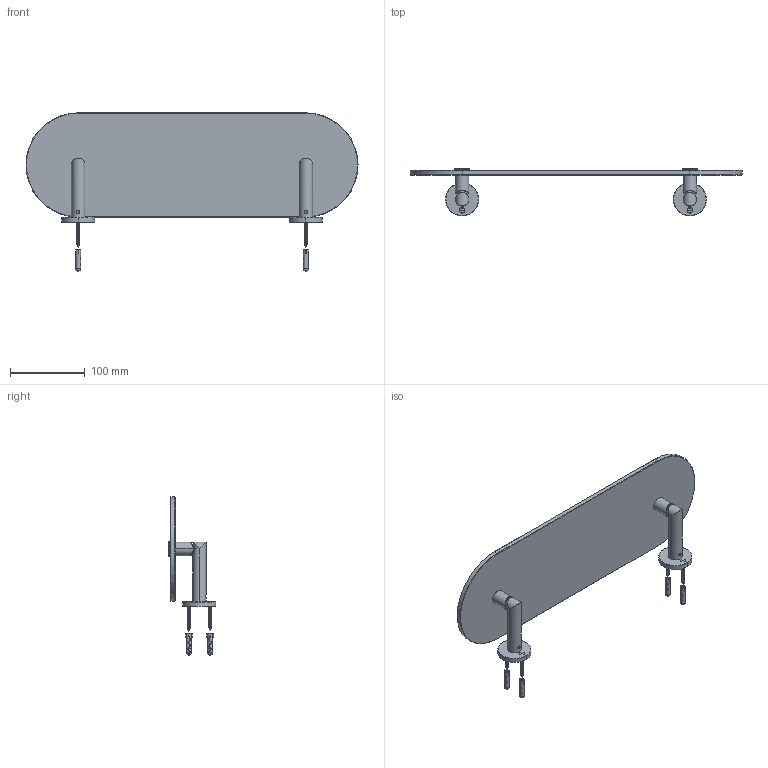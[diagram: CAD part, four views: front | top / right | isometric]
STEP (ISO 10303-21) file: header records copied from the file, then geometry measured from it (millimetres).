
FILE_DESCRIPTION((''),'2;1');
FILE_NAME('0234T-18_ASM','2010-09-30T',('ramkumar'),(''),'PRO/ENGINEER BY PARAMETRIC TECHNOLOGY CORPORATION, 2009300','PRO/ENGINEER BY PARAMETRIC TECHNOLOGY CORPORATION, 2009300','');
FILE_SCHEMA(('CONFIG_CONTROL_DESIGN'));
Length unit declared in the file: inch
Products named in the file (11): 02XXG; 91479; 92274; 80495; 80482; 80496; 0234R; 0234NW; 0234-18TSCL; 0234S; 0234T-18_ASM
Assembly tree (25 placements, depth 2):
  0234T-18_ASM
    02XXG  x2
    91479  x4
    92274  x4
    80495  x2
    80482  x2
    80496  x2
    0234R  x2
    0234NW  x4
    0234-18TSCL
    0234S  x2
Bounding box: 444.5 x 64.1 x 212.06 mm (x, y, z)
Volume: 431380.2 mm3; surface area: 183444.5 mm2
Topology: 33 solids, 39 shells, 1460 faces, 3728 edges, 2348 vertices
Faces by surface type: plane 774, torus 416, cylinder 164, cone 72, bspline 18, sphere 8, extrusion 8
Entity records: 20148 total; most frequent: CARTESIAN_POINT 5156, DIRECTION 3116, ORIENTED_EDGE 3027, EDGE_CURVE 1522, VECTOR 1060, LINE 1058, AXIS2_PLACEMENT_3D 1028, VERTEX_POINT 975
